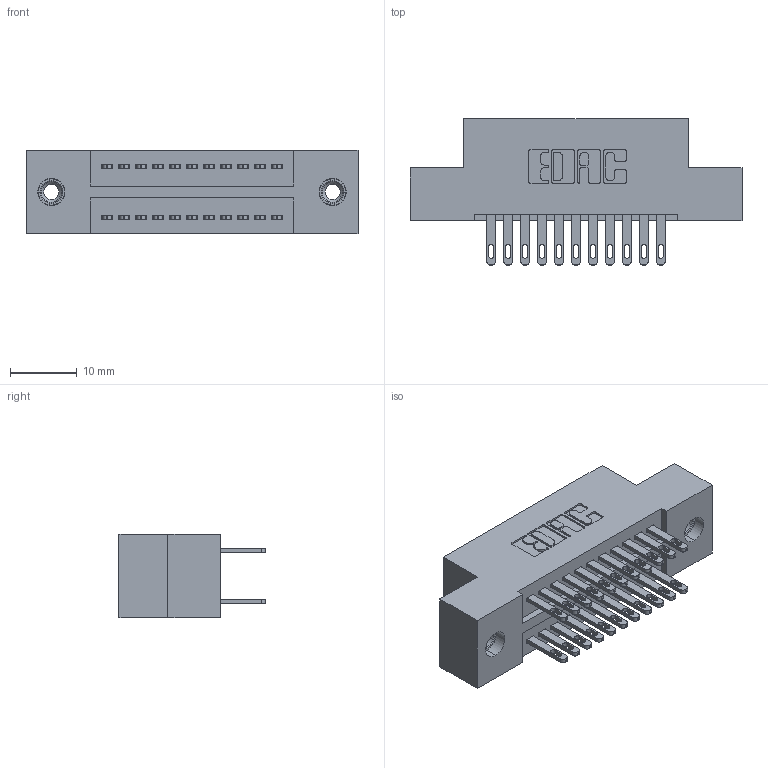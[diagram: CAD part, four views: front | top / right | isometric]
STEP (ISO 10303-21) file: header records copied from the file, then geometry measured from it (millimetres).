
FILE_DESCRIPTION (( 'STEP AP203' ), '1' );
FILE_NAME ('325-022-500-208.STEP', '2020-02-24T17:23:08', ( '' ), ( '' ), 'SwSTEP 2.0', 'SolidWorks 2016', '' );
FILE_SCHEMA (( 'CONFIG_CONTROL_DESIGN' ));
Length unit declared in the file: inch
Products named in the file (4): 345-250-001_345-250-003-102; 325 Part_TI; 325-022-500-208; 325-292-001_325-293-100
Assembly tree (25 placements, depth 2):
  325-022-500-208
    325 Part_TI
    325-292-001_325-293-100  x22
    345-250-001_345-250-003-102  x2
Bounding box: 49.66 x 21.84 x 12.45 mm (x, y, z)
Volume: 6193 mm3; surface area: 7004.4 mm2
Topology: 25 solids, 25 shells, 1230 faces, 3681 edges, 2446 vertices
Faces by surface type: plane 762, cylinder 452, cone 12, torus 4
Entity records: 12202 total; most frequent: CARTESIAN_POINT 2041, ORIENTED_EDGE 1970, DIRECTION 1831, EDGE_CURVE 985, LINE 833, VECTOR 833, VERTEX_POINT 652, AXIS2_PLACEMENT_3D 499
